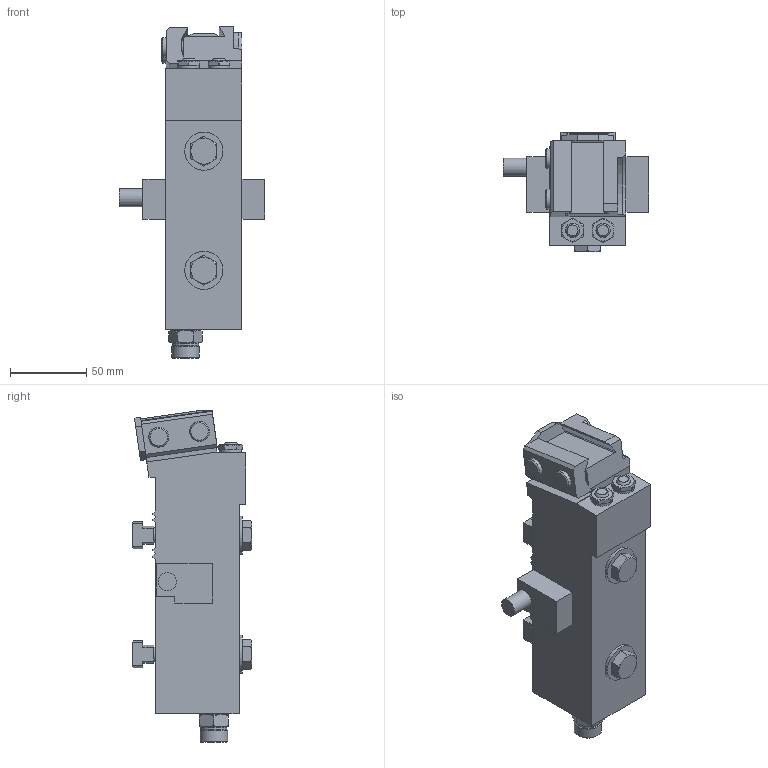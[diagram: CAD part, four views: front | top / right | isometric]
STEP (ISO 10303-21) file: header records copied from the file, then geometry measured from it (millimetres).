
FILE_DESCRIPTION(/* description */ (''),/* implementation_level */ '2;1');
FILE_NAME(/* name */ 'W5190181_stp.stp',/* time_stamp */ '2016-09-06T14:08:17+02:00',/* author */ (''),/* organization */ (''),/* preprocessor_version */ 'ST-DEVELOPER v15',/* originating_system */ 'SIEMENS PLM Software NX 9.0',/* authorisation */ '');
FILE_SCHEMA (('AUTOMOTIVE_DESIGN { 1 0 10303 214 3 1 1 1 }'));
Length unit declared in the file: millimetre
Products named in the file (1): schy11B4624C2iyu
Bounding box: 95.5 x 78.4 x 217.5 mm (x, y, z)
Volume: 584355.3 mm3; surface area: 63968.7 mm2
Topology: 1 solids, 1 shells, 252 faces, 639 edges, 408 vertices
Faces by surface type: plane 178, cone 41, cylinder 30, sphere 2, torus 1
Full cylindrical faces by diameter (mm): 8 x2, 10 x2, 12 x1, 13 x2, 14 x2, 17.1 x1, 18 x1, 19 x1, 25 x2
Entity records: 7417 total; most frequent: CARTESIAN_POINT 1485, ORIENTED_EDGE 1220, DIRECTION 1156, EDGE_CURVE 610, LINE 422, VECTOR 422, VERTEX_POINT 400, AXIS2_PLACEMENT_3D 367
